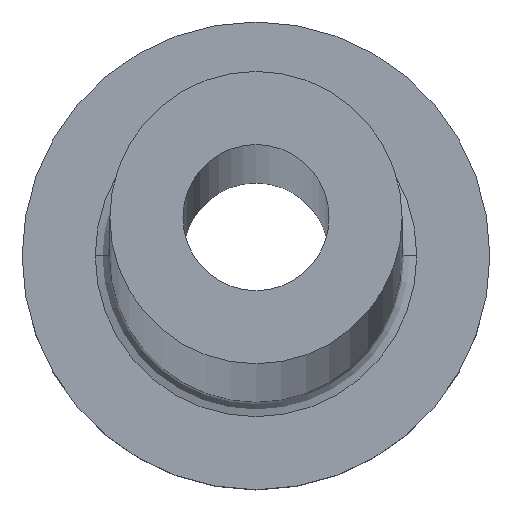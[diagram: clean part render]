
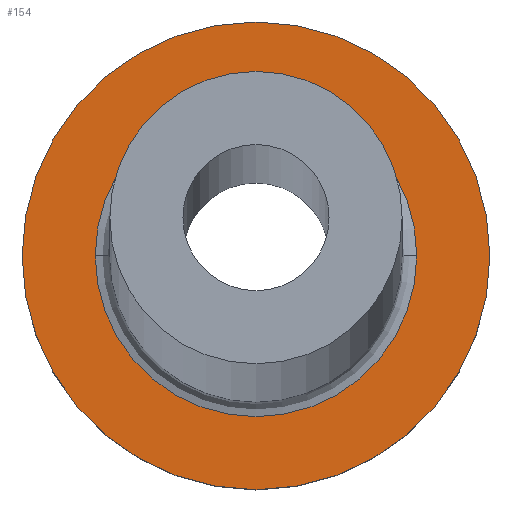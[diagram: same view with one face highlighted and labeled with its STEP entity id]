
A CAD part, top view. The second image highlights one B-rep face of the part: STEP entity #154.
In plain terms, the highlighted planar face has unit normal (0, 0, 1).
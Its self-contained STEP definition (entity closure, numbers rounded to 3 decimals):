
#4 = EDGE_CURVE ( 'NONE', #31, #268, #96, .T. ) ;
#5 = DIRECTION ( 'NONE',  ( 1., 0., 0. ) ) ;
#7 = CARTESIAN_POINT ( 'NONE',  ( 0., 0., 5. ) ) ;
#22 = PLANE ( 'NONE',  #89 ) ;
#31 = VERTEX_POINT ( 'NONE', #36 ) ;
#36 = CARTESIAN_POINT ( 'NONE',  ( -5.5, 0., 5. ) ) ;
#48 = CARTESIAN_POINT ( 'NONE',  ( 8., 0., 5. ) ) ;
#52 = VERTEX_POINT ( 'NONE', #236 ) ;
#65 = AXIS2_PLACEMENT_3D ( 'NONE', #235, #298, #196 ) ;
#80 = ORIENTED_EDGE ( 'NONE', *, *, #181, .T. ) ;
#89 = AXIS2_PLACEMENT_3D ( 'NONE', #108, #209, #340 ) ;
#93 = DIRECTION ( 'NONE',  ( 0., 0., -1. ) ) ;
#96 = CIRCLE ( 'NONE', #289, 5.5 ) ;
#102 = DIRECTION ( 'NONE',  ( 0., 0., -1. ) ) ;
#105 = ORIENTED_EDGE ( 'NONE', *, *, #4, .T. ) ;
#108 = CARTESIAN_POINT ( 'NONE',  ( 0., 0., 5. ) ) ;
#125 = DIRECTION ( 'NONE',  ( 1., 0., 0. ) ) ;
#126 = DIRECTION ( 'NONE',  ( 0., 0., 1. ) ) ;
#128 = EDGE_LOOP ( 'NONE', ( #80, #105 ) ) ;
#132 = CARTESIAN_POINT ( 'NONE',  ( 0., 0., 5. ) ) ;
#138 = VERTEX_POINT ( 'NONE', #48 ) ;
#153 = FACE_OUTER_BOUND ( 'NONE', #160, .T. ) ;
#154 = ADVANCED_FACE ( 'NONE', ( #278, #153 ), #22, .T. ) ;
#160 = EDGE_LOOP ( 'NONE', ( #367, #180 ) ) ;
#166 = CIRCLE ( 'NONE', #178, 8. ) ;
#178 = AXIS2_PLACEMENT_3D ( 'NONE', #7, #126, #5 ) ;
#180 = ORIENTED_EDGE ( 'NONE', *, *, #371, .T. ) ;
#181 = EDGE_CURVE ( 'NONE', #268, #31, #341, .T. ) ;
#196 = DIRECTION ( 'NONE',  ( 1., 0., 0. ) ) ;
#207 = DIRECTION ( 'NONE',  ( 1., 0., 0. ) ) ;
#209 = DIRECTION ( 'NONE',  ( 0., 0., 1. ) ) ;
#223 = CIRCLE ( 'NONE', #65, 8. ) ;
#235 = CARTESIAN_POINT ( 'NONE',  ( 0., 0., 5. ) ) ;
#236 = CARTESIAN_POINT ( 'NONE',  ( -8., 0., 5. ) ) ;
#268 = VERTEX_POINT ( 'NONE', #345 ) ;
#278 = FACE_BOUND ( 'NONE', #128, .T. ) ;
#289 = AXIS2_PLACEMENT_3D ( 'NONE', #327, #93, #125 ) ;
#298 = DIRECTION ( 'NONE',  ( 0., 0., 1. ) ) ;
#327 = CARTESIAN_POINT ( 'NONE',  ( 0., 0., 5. ) ) ;
#329 = EDGE_CURVE ( 'NONE', #52, #138, #166, .T. ) ;
#340 = DIRECTION ( 'NONE',  ( 1., 0., 0. ) ) ;
#341 = CIRCLE ( 'NONE', #348, 5.5 ) ;
#345 = CARTESIAN_POINT ( 'NONE',  ( 5.5, 0., 5. ) ) ;
#348 = AXIS2_PLACEMENT_3D ( 'NONE', #132, #102, #207 ) ;
#367 = ORIENTED_EDGE ( 'NONE', *, *, #329, .T. ) ;
#371 = EDGE_CURVE ( 'NONE', #138, #52, #223, .T. ) ;
